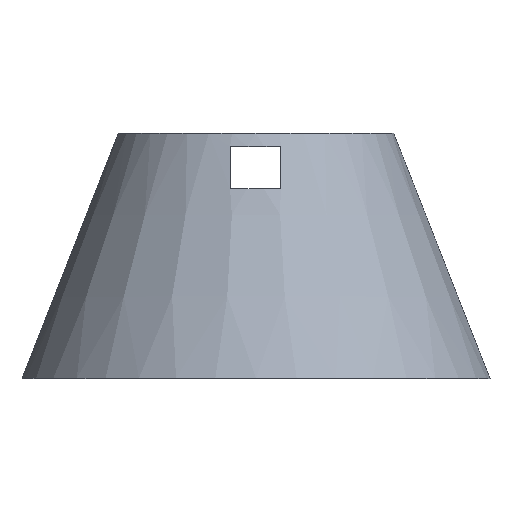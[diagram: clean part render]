
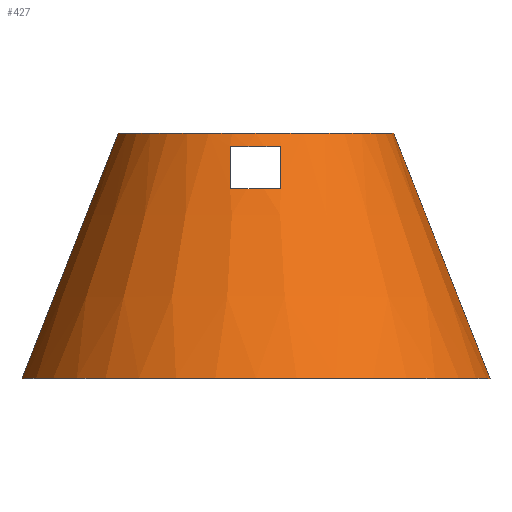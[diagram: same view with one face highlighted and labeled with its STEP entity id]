
A CAD part, top view. The second image highlights one B-rep face of the part: STEP entity #427.
In plain terms, the highlighted conical face has half-angle 21.434 degrees and reference radius 98.517 mm.
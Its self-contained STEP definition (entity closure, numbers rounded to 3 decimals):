
#95=CARTESIAN_POINT('',(0.,19.671,0.));
#96=DIRECTION('',(0.,-1.,0.));
#97=DIRECTION('',(1.,0.,0.));
#98=AXIS2_PLACEMENT_3D('',#95,#96,#97);
#100=CARTESIAN_POINT('',(0.,120.113,0.));
#101=DIRECTION('',(0.,-1.,0.));
#102=DIRECTION('',(0.155,0.,0.988));
#103=AXIS2_PLACEMENT_3D('',#100,#101,#102);
#105=CARTESIAN_POINT('',(13.115,142.596,74.634));
#106=CARTESIAN_POINT('',(13.115,140.162,75.604));
#107=CARTESIAN_POINT('',(13.115,135.252,77.56));
#108=CARTESIAN_POINT('',(13.115,127.757,80.543));
#109=CARTESIAN_POINT('',(13.115,122.675,82.563));
#110=CARTESIAN_POINT('',(13.115,120.113,83.581));
#112=CARTESIAN_POINT('',(0.,142.596,0.));
#113=DIRECTION('',(0.,-1.,0.));
#114=DIRECTION('',(0.173,0.,0.985));
#115=AXIS2_PLACEMENT_3D('',#112,#113,#114);
#117=CARTESIAN_POINT('',(-13.74,120.113,83.481));
#118=CARTESIAN_POINT('',(-13.74,122.675,82.461));
#119=CARTESIAN_POINT('',(-13.74,127.757,80.438));
#120=CARTESIAN_POINT('',(-13.74,135.252,77.452));
#121=CARTESIAN_POINT('',(-13.74,140.162,75.493));
#122=CARTESIAN_POINT('',(-13.74,142.596,74.522));
#124=DIRECTION('',(-0.365,0.931,0.));
#125=VECTOR('',#124,139.659);
#126=CARTESIAN_POINT('',(124.035,19.671,0.));
#127=LINE('',#126,#125);
#128=DIRECTION('',(0.365,0.931,0.));
#129=VECTOR('',#128,139.659);
#130=CARTESIAN_POINT('',(-124.035,19.671,
0.));
#131=LINE('',#130,#129);
#166=CARTESIAN_POINT('',(0.,149.671,0.));
#167=DIRECTION('',(0.,-1.,0.));
#168=DIRECTION('',(1.,0.,0.));
#169=AXIS2_PLACEMENT_3D('',#166,#167,#168);
#217=CARTESIAN_POINT('',(124.035,19.671,0.));
#218=CARTESIAN_POINT('',(73.,149.671,0.));
#219=VERTEX_POINT('',#217);
#220=VERTEX_POINT('',#218);
#225=CARTESIAN_POINT('',(-124.035,19.671,
0.));
#226=CARTESIAN_POINT('',(-73.,149.671,0.));
#227=VERTEX_POINT('',#225);
#228=VERTEX_POINT('',#226);
#249=CARTESIAN_POINT('',(13.115,120.113,83.581));
#250=CARTESIAN_POINT('',(-13.74,120.113,83.481));
#251=VERTEX_POINT('',#249);
#252=VERTEX_POINT('',#250);
#253=VERTEX_POINT('',#105);
#254=CARTESIAN_POINT('',(-13.74,142.596,74.522));
#255=VERTEX_POINT('',#254);
#405=CARTESIAN_POINT('',(0.,84.671,0.));
#406=DIRECTION('',(0.,-1.,0.));
#407=DIRECTION('',(-1.,0.,0.));
#408=AXIS2_PLACEMENT_3D('',#405,#406,#407);
#409=CONICAL_SURFACE('',#408,98.517,21.434);
#411=ORIENTED_EDGE('',*,*,#410,.F.);
#413=ORIENTED_EDGE('',*,*,#412,.T.);
#415=ORIENTED_EDGE('',*,*,#414,.T.);
#417=ORIENTED_EDGE('',*,*,#416,.F.);
#418=EDGE_LOOP('',(#411,#413,#415,#417));
#419=FACE_OUTER_BOUND('',#418,.F.);
#420=ORIENTED_EDGE('',*,*,#347,.F.);
#421=ORIENTED_EDGE('',*,*,#309,.F.);
#423=ORIENTED_EDGE('',*,*,#422,.T.);
#424=ORIENTED_EDGE('',*,*,#394,.F.);
#425=EDGE_LOOP('',(#420,#421,#423,#424));
#426=FACE_BOUND('',#425,.F.);
#427=ADVANCED_FACE('',(#419,#426),#409,.T.);
#99=CIRCLE('',#98,124.035);
#104=CIRCLE('',#103,84.604);
#111=B_SPLINE_CURVE_WITH_KNOTS('',3,(#105,#106,#107,#108,#109,#110),
.UNSPECIFIED.,.F.,.F.,(4,1,1,4),(0.,0.333,0.667,1.),
.UNSPECIFIED.);
#116=CIRCLE('',#115,75.778);
#123=B_SPLINE_CURVE_WITH_KNOTS('',3,(#117,#118,#119,#120,#121,#122),
.UNSPECIFIED.,.F.,.F.,(4,1,1,4),(0.,0.333,0.667,1.),
.UNSPECIFIED.);
#170=CIRCLE('',#169,73.);
#309=EDGE_CURVE('',#253,#251,#111,.T.);
#347=EDGE_CURVE('',#251,#252,#104,.T.);
#394=EDGE_CURVE('',#252,#255,#123,.T.);
#410=EDGE_CURVE('',#219,#220,#127,.T.);
#412=EDGE_CURVE('',#219,#227,#99,.T.);
#414=EDGE_CURVE('',#227,#228,#131,.T.);
#416=EDGE_CURVE('',#220,#228,#170,.T.);
#422=EDGE_CURVE('',#253,#255,#116,.T.);
